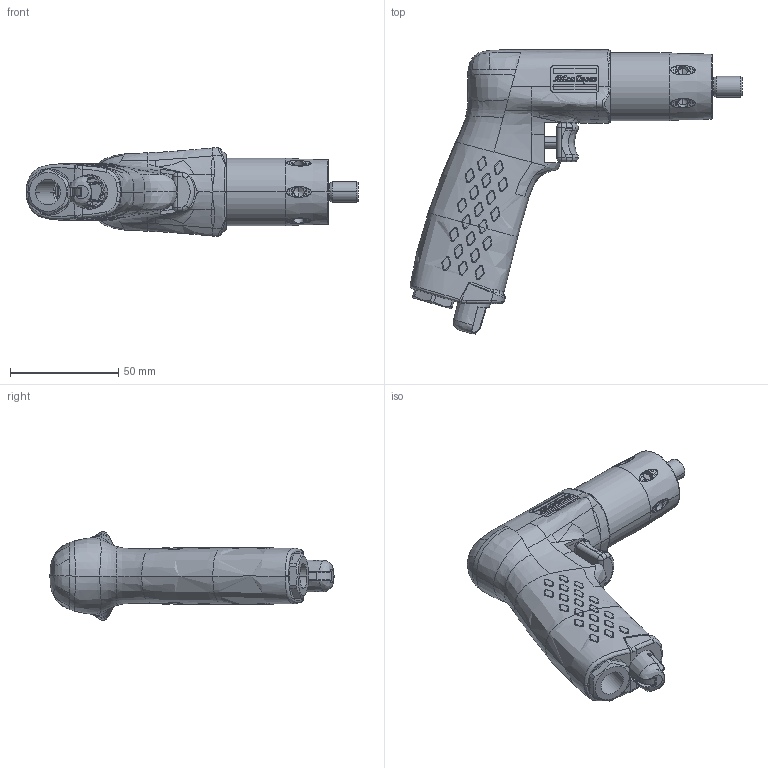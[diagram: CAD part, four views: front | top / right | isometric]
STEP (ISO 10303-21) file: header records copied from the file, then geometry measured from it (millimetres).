
FILE_DESCRIPTION((''),'2;1');
FILE_NAME('TMP153552_SW','2012-02-07T',('tooextcsr'),(''),'PRO/ENGINEER BY PARAMETRIC TECHNOLOGY CORPORATION, 2008310','PRO/ENGINEER BY PARAMETRIC TECHNOLOGY CORPORATION, 2008310','');
FILE_SCHEMA(('CONFIG_CONTROL_DESIGN', 'GEOMETRIC_VALIDATION_PROPERTIES_MIM'));
Length unit declared in the file: millimetre
Products named in the file (1): TMP153552_SW
Bounding box: 153.47 x 131.31 x 40.98 mm (x, y, z)
Surface area: 36124.7 mm2 (no closed solid volume)
Topology: 0 solids, 39 shells, 858 faces, 3510 edges, 2587 vertices
Faces by surface type: bspline 531, sphere 97, plane 91, cylinder 59, cone 42, torus 36, extrusion 2
Entity records: 80291 total; most frequent: CARTESIAN_POINT 49509, ORIENTED_EDGE 5458, EDGE_CURVE 3498, VERTEX_POINT 2587, B_SPLINE_CURVE_WITH_KNOTS 2503, DIRECTION 2045, FILL_AREA_STYLE_COLOUR 1423, FILL_AREA_STYLE 1423
